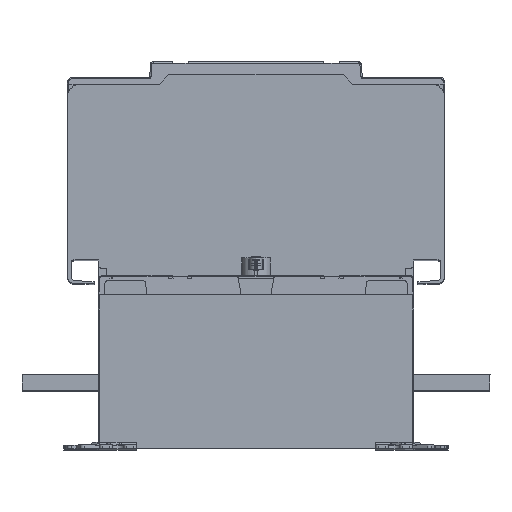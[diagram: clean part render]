
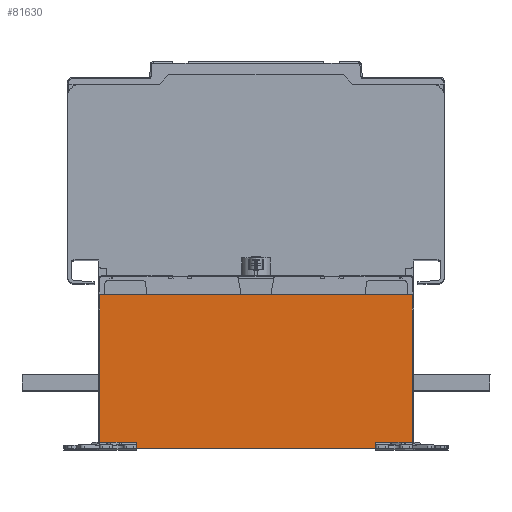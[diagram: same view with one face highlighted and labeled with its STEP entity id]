
A CAD part, top view. The second image highlights one B-rep face of the part: STEP entity #81630.
In plain terms, the highlighted planar face has unit normal (0, 0, 1).
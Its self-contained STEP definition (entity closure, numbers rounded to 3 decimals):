
#22417=DIRECTION('',(1.,0.,0.));
#22418=VECTOR('',#22417,9.91);
#22419=CARTESIAN_POINT('',(89.942,65.292,1003.132));
#22420=LINE('',#22419,#22418);
#22425=CARTESIAN_POINT('',(-121.906,65.292,
1003.132));
#22426=CARTESIAN_POINT('',(-122.528,65.292,
1003.132));
#22427=CARTESIAN_POINT('',(-123.144,65.223,
1003.132));
#22428=CARTESIAN_POINT('',(-123.751,65.084,
1003.132));
#22430=CARTESIAN_POINT('',(-128.426,59.292,
1003.132));
#22431=DIRECTION('',(0.,0.,-1.));
#22432=DIRECTION('',(-0.261,0.965,0.));
#22433=AXIS2_PLACEMENT_3D('',#22430,#22431,#22432);
#22435=DIRECTION('',(-1.,0.,0.));
#22436=VECTOR('',#22435,1.565);
#22437=CARTESIAN_POINT('',(-128.426,65.292,
1003.132));
#22438=LINE('',#22437,#22436);
#22439=DIRECTION('',(-1.,0.,0.));
#22440=VECTOR('',#22439,1.565);
#22441=CARTESIAN_POINT('',(108.009,65.292,1003.132));
#22442=LINE('',#22441,#22440);
#22443=CARTESIAN_POINT('',(106.445,59.292,1003.132));
#22444=DIRECTION('',(0.,0.,-1.));
#22445=DIRECTION('',(0.,1.,0.));
#22446=AXIS2_PLACEMENT_3D('',#22443,#22444,#22445);
#22448=DIRECTION('',(-1.,0.,0.));
#22449=VECTOR('',#22448,10.133);
#22450=CARTESIAN_POINT('',(89.942,65.292,1003.132));
#22451=LINE('',#22450,#22449);
#22452=DIRECTION('',(0.,-1.,0.));
#22453=VECTOR('',#22452,4.5);
#22454=CARTESIAN_POINT('',(79.809,65.292,1003.132));
#22455=LINE('',#22454,#22453);
#22456=DIRECTION('',(-1.,0.,0.));
#22457=VECTOR('',#22456,181.6);
#22458=CARTESIAN_POINT('',(79.809,60.792,1003.132));
#22459=LINE('',#22458,#22457);
#22460=DIRECTION('',(0.,1.,0.));
#22461=VECTOR('',#22460,4.5);
#22462=CARTESIAN_POINT('',(-101.791,60.792,
1003.132));
#22463=LINE('',#22462,#22461);
#22464=DIRECTION('',(-1.,0.,0.));
#22465=VECTOR('',#22464,10.186);
#22466=CARTESIAN_POINT('',(-101.791,65.292,
1003.132));
#22467=LINE('',#22466,#22465);
#22468=DIRECTION('',(1.,0.,0.));
#22469=VECTOR('',#22468,9.929);
#22470=CARTESIAN_POINT('',(-121.906,65.292,
1003.132));
#22471=LINE('',#22470,#22469);
#23953=DIRECTION('',(0.,-1.,0.));
#23954=VECTOR('',#23953,112.2);
#23955=CARTESIAN_POINT('',(-129.991,177.492,
1003.132));
#23956=LINE('',#23955,#23954);
#24127=DIRECTION('',(0.,1.,0.));
#24128=VECTOR('',#24127,112.2);
#24129=CARTESIAN_POINT('',(108.009,65.292,1003.132));
#24130=LINE('',#24129,#24128);
#25118=DIRECTION('',(1.,0.,0.));
#25119=VECTOR('',#25118,6.303);
#25120=CARTESIAN_POINT('',(101.706,65.084,1003.132));
#25121=LINE('',#25120,#25119);
#25122=CARTESIAN_POINT('',(99.853,65.292,1003.132));
#25123=CARTESIAN_POINT('',(100.478,65.292,1003.132));
#25124=CARTESIAN_POINT('',(101.096,65.223,1003.132));
#25125=CARTESIAN_POINT('',(101.706,65.084,1003.132));
#25195=DIRECTION('',(-1.,0.,0.));
#25196=VECTOR('',#25195,238.);
#25197=CARTESIAN_POINT('',(108.009,177.492,1003.132));
#25198=LINE('',#25197,#25196);
#33022=DIRECTION('',(1.,0.,0.));
#33023=VECTOR('',#33022,6.24);
#33024=CARTESIAN_POINT('',(-129.991,65.084,
1003.132));
#33025=LINE('',#33024,#33023);
#34783=CARTESIAN_POINT('',(-101.791,60.792,
1003.132));
#34784=VERTEX_POINT('',#34783);
#34785=CARTESIAN_POINT('',(79.809,60.792,1003.132));
#34786=VERTEX_POINT('',#34785);
#40604=CARTESIAN_POINT('',(89.942,65.292,1003.132));
#40606=VERTEX_POINT('',#40604);
#40636=CARTESIAN_POINT('',(79.809,65.292,1003.132));
#40637=VERTEX_POINT('',#40636);
#40647=CARTESIAN_POINT('',(99.853,65.292,1003.132));
#40648=VERTEX_POINT('',#40647);
#40649=CARTESIAN_POINT('',(-121.906,65.292,
1003.132));
#40650=CARTESIAN_POINT('',(-111.976,65.292,
1003.132));
#40651=VERTEX_POINT('',#40649);
#40652=VERTEX_POINT('',#40650);
#40653=VERTEX_POINT('',#22428);
#40654=CARTESIAN_POINT('',(-129.991,65.084,
1003.132));
#40655=VERTEX_POINT('',#40654);
#40656=CARTESIAN_POINT('',(-128.426,65.292,
1003.132));
#40657=VERTEX_POINT('',#40656);
#40658=CARTESIAN_POINT('',(-129.991,65.292,
1003.132));
#40659=VERTEX_POINT('',#40658);
#40660=CARTESIAN_POINT('',(-129.991,177.492,
1003.132));
#40661=VERTEX_POINT('',#40660);
#40662=CARTESIAN_POINT('',(108.009,177.492,1003.132));
#40663=VERTEX_POINT('',#40662);
#40664=CARTESIAN_POINT('',(108.009,65.292,1003.132));
#40665=VERTEX_POINT('',#40664);
#40666=CARTESIAN_POINT('',(106.445,65.292,1003.132));
#40667=VERTEX_POINT('',#40666);
#40668=CARTESIAN_POINT('',(108.009,65.084,1003.132));
#40669=VERTEX_POINT('',#40668);
#40670=CARTESIAN_POINT('',(101.706,65.084,1003.132));
#40671=VERTEX_POINT('',#40670);
#40672=CARTESIAN_POINT('',(-101.791,65.292,
1003.132));
#40673=VERTEX_POINT('',#40672);
#81590=CARTESIAN_POINT('',(-10.991,95.542,
1003.132));
#81591=DIRECTION('',(0.,0.,1.));
#81592=DIRECTION('',(1.,0.,0.));
#81593=AXIS2_PLACEMENT_3D('',#81590,#81591,#81592);
#81594=PLANE('',#81593);
#81596=ORIENTED_EDGE('',*,*,#81595,.F.);
#81598=ORIENTED_EDGE('',*,*,#81597,.T.);
#81600=ORIENTED_EDGE('',*,*,#81599,.F.);
#81602=ORIENTED_EDGE('',*,*,#81601,.T.);
#81604=ORIENTED_EDGE('',*,*,#81603,.T.);
#81606=ORIENTED_EDGE('',*,*,#81605,.F.);
#81608=ORIENTED_EDGE('',*,*,#81607,.F.);
#81610=ORIENTED_EDGE('',*,*,#81609,.F.);
#81612=ORIENTED_EDGE('',*,*,#81611,.T.);
#81614=ORIENTED_EDGE('',*,*,#81613,.T.);
#81616=ORIENTED_EDGE('',*,*,#81615,.F.);
#81618=ORIENTED_EDGE('',*,*,#81617,.F.);
#81619=ORIENTED_EDGE('',*,*,#81575,.F.);
#81620=ORIENTED_EDGE('',*,*,#81525,.T.);
#81622=ORIENTED_EDGE('',*,*,#81621,.T.);
#81623=ORIENTED_EDGE('',*,*,#43694,.T.);
#81625=ORIENTED_EDGE('',*,*,#81624,.T.);
#81627=ORIENTED_EDGE('',*,*,#81626,.T.);
#81628=EDGE_LOOP('',(#81596,#81598,#81600,#81602,#81604,#81606,#81608,#81610,
#81612,#81614,#81616,#81618,#81619,#81620,#81622,#81623,#81625,#81627));
#81629=FACE_OUTER_BOUND('',#81628,.F.);
#22429=B_SPLINE_CURVE_WITH_KNOTS('',3,(#22425,#22426,#22427,#22428),
.UNSPECIFIED.,.F.,.F.,(4,4),(0.,1.),.UNSPECIFIED.);
#22434=CIRCLE('',#22433,6.);
#22447=CIRCLE('',#22446,6.);
#25126=B_SPLINE_CURVE_WITH_KNOTS('',3,(#25122,#25123,#25124,#25125),
.UNSPECIFIED.,.F.,.F.,(4,4),(0.,1.),.UNSPECIFIED.);
#43694=EDGE_CURVE('',#34786,#34784,#22459,.T.);
#81525=EDGE_CURVE('',#40606,#40637,#22451,.T.);
#81575=EDGE_CURVE('',#40606,#40648,#22420,.T.);
#81595=EDGE_CURVE('',#40651,#40652,#22471,.T.);
#81597=EDGE_CURVE('',#40651,#40653,#22429,.T.);
#81599=EDGE_CURVE('',#40655,#40653,#33025,.T.);
#81601=EDGE_CURVE('',#40655,#40657,#22434,.T.);
#81603=EDGE_CURVE('',#40657,#40659,#22438,.T.);
#81605=EDGE_CURVE('',#40661,#40659,#23956,.T.);
#81607=EDGE_CURVE('',#40663,#40661,#25198,.T.);
#81609=EDGE_CURVE('',#40665,#40663,#24130,.T.);
#81611=EDGE_CURVE('',#40665,#40667,#22442,.T.);
#81613=EDGE_CURVE('',#40667,#40669,#22447,.T.);
#81615=EDGE_CURVE('',#40671,#40669,#25121,.T.);
#81617=EDGE_CURVE('',#40648,#40671,#25126,.T.);
#81621=EDGE_CURVE('',#40637,#34786,#22455,.T.);
#81624=EDGE_CURVE('',#34784,#40673,#22463,.T.);
#81626=EDGE_CURVE('',#40673,#40652,#22467,.T.);
#81630=ADVANCED_FACE('',(#81629),#81594,.T.);
